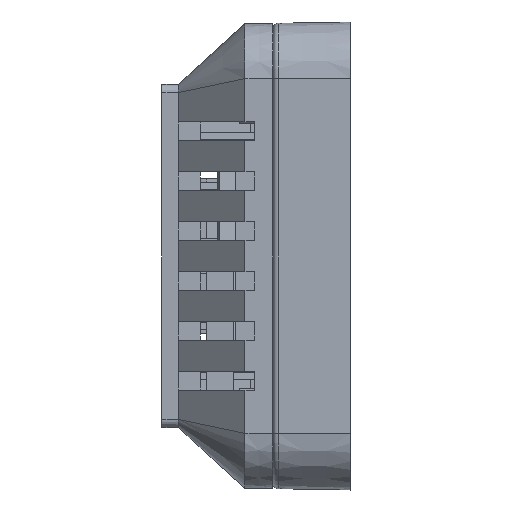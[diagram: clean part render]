
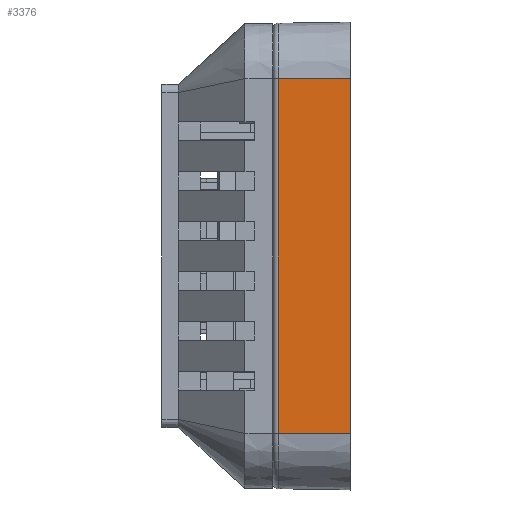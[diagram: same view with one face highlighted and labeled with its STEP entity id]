
A CAD part, left-side view. The second image highlights one B-rep face of the part: STEP entity #3376.
In plain terms, the highlighted planar face has unit normal (-1, 0.018, 0).
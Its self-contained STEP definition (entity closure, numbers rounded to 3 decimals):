
#255=DIRECTION('',(0.,0.,-1.));
#256=VECTOR('',#255,64.003);
#257=CARTESIAN_POINT('',(-45.017,13.017,32.002));
#258=LINE('',#257,#256);
#263=DIRECTION('',(0.017,1.,0.));
#264=VECTOR('',#263,13.019);
#265=CARTESIAN_POINT('',(-45.244,0.,
32.001));
#266=LINE('',#265,#264);
#311=DIRECTION('',(-0.017,-1.,0.));
#312=VECTOR('',#311,13.019);
#313=CARTESIAN_POINT('',(-45.017,13.017,-32.002));
#314=LINE('',#313,#312);
#369=DIRECTION('',(0.,0.,1.));
#370=VECTOR('',#369,64.003);
#371=CARTESIAN_POINT('',(-45.244,0.,
-32.001));
#372=LINE('',#371,#370);
#2527=CARTESIAN_POINT('',(-45.017,13.017,32.002));
#2528=VERTEX_POINT('',#2527);
#2539=CARTESIAN_POINT('',(-45.017,13.017,
-32.002));
#2540=VERTEX_POINT('',#2539);
#2541=CARTESIAN_POINT('',(-45.244,0.,
32.001));
#2542=VERTEX_POINT('',#2541);
#2543=CARTESIAN_POINT('',(-45.244,0.,
-32.001));
#2544=VERTEX_POINT('',#2543);
#3362=CARTESIAN_POINT('',(-45.,14.,34.489));
#3363=DIRECTION('',(-1.,0.017,0.));
#3364=DIRECTION('',(0.,0.,1.));
#3365=AXIS2_PLACEMENT_3D('',#3362,#3363,#3364);
#3366=PLANE('',#3365);
#3367=ORIENTED_EDGE('',*,*,#3356,.F.);
#3369=ORIENTED_EDGE('',*,*,#3368,.F.);
#3371=ORIENTED_EDGE('',*,*,#3370,.F.);
#3373=ORIENTED_EDGE('',*,*,#3372,.F.);
#3374=EDGE_LOOP('',(#3367,#3369,#3371,#3373));
#3375=FACE_OUTER_BOUND('',#3374,.F.);
#3356=EDGE_CURVE('',#2528,#2540,#258,.T.);
#3368=EDGE_CURVE('',#2542,#2528,#266,.T.);
#3370=EDGE_CURVE('',#2544,#2542,#372,.T.);
#3372=EDGE_CURVE('',#2540,#2544,#314,.T.);
#3376=ADVANCED_FACE('',(#3375),#3366,.T.);
